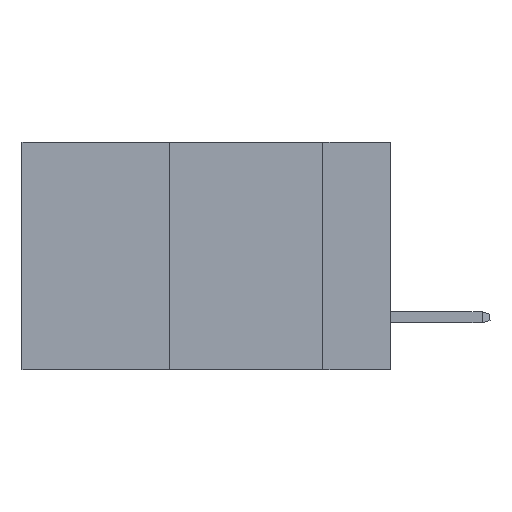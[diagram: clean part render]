
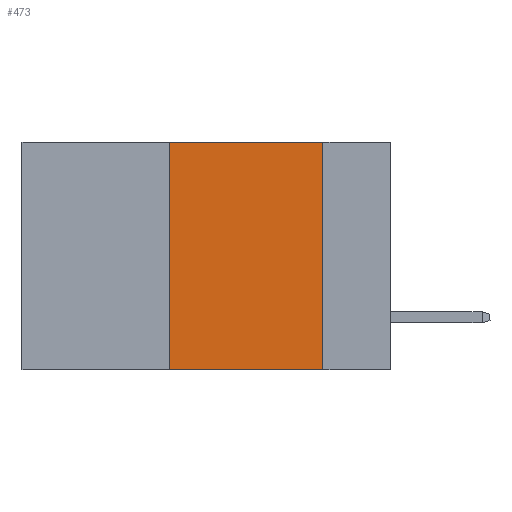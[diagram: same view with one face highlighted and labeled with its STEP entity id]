
A CAD part, left-side view. The second image highlights one B-rep face of the part: STEP entity #473.
In plain terms, the highlighted planar face has unit normal (-1, 0, 0).
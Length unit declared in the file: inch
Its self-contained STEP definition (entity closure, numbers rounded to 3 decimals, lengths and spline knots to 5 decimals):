
#473 = ADVANCED_FACE ( 'NONE', ( #3432 ), #2046, .F. ) ;
#1244 = EDGE_CURVE ( 'NONE', #4699, #4183, #3269, .T. ) ;
#1352 = VECTOR ( 'NONE', #9772, 39.37008 ) ;
#1459 = ORIENTED_EDGE ( 'NONE', *, *, #6994, .F. ) ;
#2046 = PLANE ( 'NONE',  #11382 ) ;
#2836 = EDGE_CURVE ( 'NONE', #4699, #9156, #3519, .T. ) ;
#2999 = CARTESIAN_POINT ( 'NONE',  ( 0., 0.6, 0. ) ) ;
#3269 = LINE ( 'NONE', #7918, #6951 ) ;
#3323 = ORIENTED_EDGE ( 'NONE', *, *, #2836, .F. ) ;
#3432 = FACE_OUTER_BOUND ( 'NONE', #5138, .T. ) ;
#3473 = EDGE_CURVE ( 'NONE', #9156, #4545, #6581, .T. ) ;
#3519 = LINE ( 'NONE', #9414, #1352 ) ;
#3926 = DIRECTION ( 'NONE',  ( 0., 0., -1. ) ) ;
#4183 = VERTEX_POINT ( 'NONE', #12458 ) ;
#4392 = CARTESIAN_POINT ( 'NONE',  ( 0., 0.11, 0. ) ) ;
#4545 = VERTEX_POINT ( 'NONE', #4392 ) ;
#4699 = VERTEX_POINT ( 'NONE', #6992 ) ;
#4716 = CARTESIAN_POINT ( 'NONE',  ( 0., 0.11, 0. ) ) ;
#5138 = EDGE_LOOP ( 'NONE', ( #1459, #11363, #3323, #10170 ) ) ;
#6099 = DIRECTION ( 'NONE',  ( 0., -1., 0. ) ) ;
#6581 = LINE ( 'NONE', #2999, #7331 ) ;
#6891 = CARTESIAN_POINT ( 'NONE',  ( 0., 0.6, 0. ) ) ;
#6951 = VECTOR ( 'NONE', #9765, 39.37008 ) ;
#6992 = CARTESIAN_POINT ( 'NONE',  ( 0., 0.36, -0.37 ) ) ;
#6994 = EDGE_CURVE ( 'NONE', #4545, #4183, #9541, .T. ) ;
#7331 = VECTOR ( 'NONE', #6099, 39.37008 ) ;
#7918 = CARTESIAN_POINT ( 'NONE',  ( 0., 0.6, -0.37 ) ) ;
#8712 = DIRECTION ( 'NONE',  ( 1., 0., 0. ) ) ;
#8834 = DIRECTION ( 'NONE',  ( 0., 0., -1. ) ) ;
#9156 = VERTEX_POINT ( 'NONE', #9843 ) ;
#9414 = CARTESIAN_POINT ( 'NONE',  ( 0., 0.36, 0. ) ) ;
#9541 = LINE ( 'NONE', #4716, #11505 ) ;
#9765 = DIRECTION ( 'NONE',  ( 0., -1., 0. ) ) ;
#9772 = DIRECTION ( 'NONE',  ( 0., 0., 1. ) ) ;
#9843 = CARTESIAN_POINT ( 'NONE',  ( 0., 0.36, 0. ) ) ;
#10170 = ORIENTED_EDGE ( 'NONE', *, *, #1244, .T. ) ;
#11363 = ORIENTED_EDGE ( 'NONE', *, *, #3473, .F. ) ;
#11382 = AXIS2_PLACEMENT_3D ( 'NONE', #6891, #8712, #3926 ) ;
#11505 = VECTOR ( 'NONE', #8834, 39.37008 ) ;
#12458 = CARTESIAN_POINT ( 'NONE',  ( 0., 0.11, -0.37 ) ) ;
